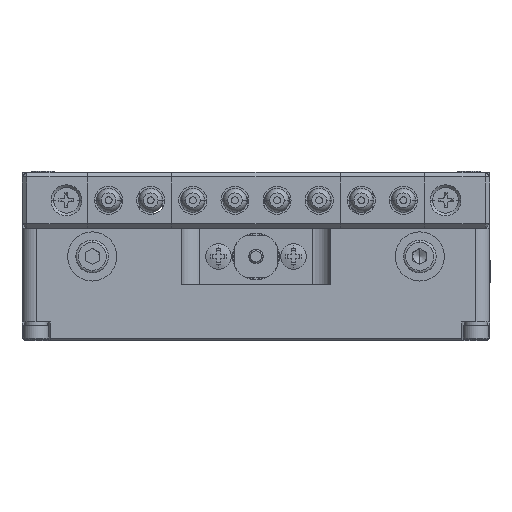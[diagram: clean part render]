
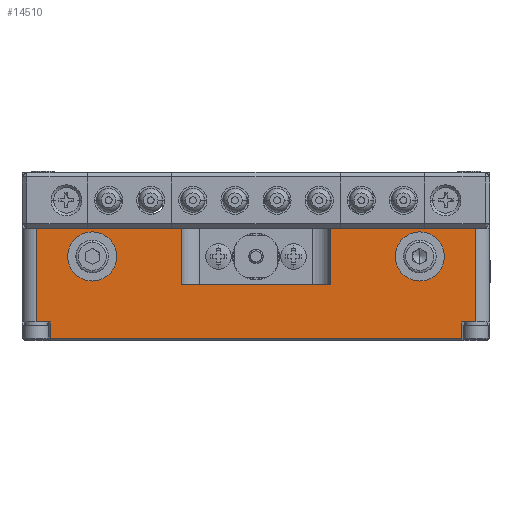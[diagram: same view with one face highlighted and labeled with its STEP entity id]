
A CAD part, front view. The second image highlights one B-rep face of the part: STEP entity #14510.
In plain terms, the highlighted planar face has unit normal (0, -1, 0).
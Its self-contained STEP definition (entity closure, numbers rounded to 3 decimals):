
#397 = CARTESIAN_POINT ( 'NONE',  ( -16., -55., 24. ) ) ;
#623 = LINE ( 'NONE', #18724, #12088 ) ;
#724 = PLANE ( 'NONE',  #9333 ) ;
#1300 = CARTESIAN_POINT ( 'NONE',  ( 44., -55., -8.846 ) ) ;
#1319 = ORIENTED_EDGE ( 'NONE', *, *, #27454, .T. ) ;
#1600 = CARTESIAN_POINT ( 'NONE',  ( 47., -55., 4. ) ) ;
#1635 = ORIENTED_EDGE ( 'NONE', *, *, #18801, .F. ) ;
#2039 = VECTOR ( 'NONE', #15091, 1000. ) ;
#2050 = CARTESIAN_POINT ( 'NONE',  ( 44., -55., 0.5 ) ) ;
#2211 = VERTEX_POINT ( 'NONE', #11074 ) ;
#2417 = CARTESIAN_POINT ( 'NONE',  ( -44., -55., 4. ) ) ;
#2596 = EDGE_LOOP ( 'NONE', ( #24601, #25647, #22576, #24403, #11693, #3032, #24500, #8875, #22868, #7242, #28136, #1319 ) ) ;
#2632 = EDGE_CURVE ( 'NONE', #13594, #25043, #21216, .T. ) ;
#2663 = CARTESIAN_POINT ( 'NONE',  ( -50., -55., 24. ) ) ;
#2889 = LINE ( 'NONE', #11885, #2039 ) ;
#2943 = CARTESIAN_POINT ( 'NONE',  ( -50., -55., 35. ) ) ;
#3032 = ORIENTED_EDGE ( 'NONE', *, *, #20953, .T. ) ;
#3068 = VERTEX_POINT ( 'NONE', #2050 ) ;
#3592 = CARTESIAN_POINT ( 'NONE',  ( 47., -55., 24. ) ) ;
#4311 = CARTESIAN_POINT ( 'NONE',  ( -50., -55., 0.5 ) ) ;
#4618 = VERTEX_POINT ( 'NONE', #1600 ) ;
#4726 = CARTESIAN_POINT ( 'NONE',  ( -44., -55., 4. ) ) ;
#4901 = DIRECTION ( 'NONE',  ( 0., 0., -1. ) ) ;
#5169 = CARTESIAN_POINT ( 'NONE',  ( 16., -55., 12. ) ) ;
#5462 = DIRECTION ( 'NONE',  ( 1., 0., 0. ) ) ;
#5624 = EDGE_CURVE ( 'NONE', #8762, #24204, #22401, .T. ) ;
#5712 = VERTEX_POINT ( 'NONE', #23315 ) ;
#6134 = DIRECTION ( 'NONE',  ( -1., 0., 0. ) ) ;
#6208 = AXIS2_PLACEMENT_3D ( 'NONE', #20633, #14058, #24892 ) ;
#6303 = VERTEX_POINT ( 'NONE', #7830 ) ;
#7216 = EDGE_CURVE ( 'NONE', #10540, #14717, #18711, .T. ) ;
#7242 = ORIENTED_EDGE ( 'NONE', *, *, #20218, .T. ) ;
#7364 = FACE_OUTER_BOUND ( 'NONE', #2596, .T. ) ;
#7830 = CARTESIAN_POINT ( 'NONE',  ( -47., -55., 4. ) ) ;
#7933 = VECTOR ( 'NONE', #14170, 1000. ) ;
#8100 = AXIS2_PLACEMENT_3D ( 'NONE', #15892, #24681, #11187 ) ;
#8762 = VERTEX_POINT ( 'NONE', #10301 ) ;
#8875 = ORIENTED_EDGE ( 'NONE', *, *, #13994, .F. ) ;
#8884 = LINE ( 'NONE', #4726, #23856 ) ;
#8965 = VERTEX_POINT ( 'NONE', #3592 ) ;
#9198 = DIRECTION ( 'NONE',  ( 0., 0., 1. ) ) ;
#9251 = ORIENTED_EDGE ( 'NONE', *, *, #2632, .F. ) ;
#9333 = AXIS2_PLACEMENT_3D ( 'NONE', #2943, #27628, #9724 ) ;
#9710 = CARTESIAN_POINT ( 'NONE',  ( -16., -55., 12. ) ) ;
#9724 = DIRECTION ( 'NONE',  ( 0., 0., 1. ) ) ;
#9822 = DIRECTION ( 'NONE',  ( 0., 0., -1. ) ) ;
#10301 = CARTESIAN_POINT ( 'NONE',  ( 35., -55., 23.25 ) ) ;
#10540 = VERTEX_POINT ( 'NONE', #12321 ) ;
#10653 = DIRECTION ( 'NONE',  ( 1., 0., 0. ) ) ;
#10797 = CARTESIAN_POINT ( 'NONE',  ( -44., -55., 0.5 ) ) ;
#11074 = CARTESIAN_POINT ( 'NONE',  ( 16., -55., 24. ) ) ;
#11187 = DIRECTION ( 'NONE',  ( 0., 0., -1. ) ) ;
#11387 = LINE ( 'NONE', #20332, #16603 ) ;
#11445 = ORIENTED_EDGE ( 'NONE', *, *, #5624, .F. ) ;
#11518 = VERTEX_POINT ( 'NONE', #16315 ) ;
#11693 = ORIENTED_EDGE ( 'NONE', *, *, #11953, .F. ) ;
#11732 = CARTESIAN_POINT ( 'NONE',  ( 35., -55., 18. ) ) ;
#11733 = DIRECTION ( 'NONE',  ( 0., -1., 0. ) ) ;
#11885 = CARTESIAN_POINT ( 'NONE',  ( -44., -55., -8.846 ) ) ;
#11953 = EDGE_CURVE ( 'NONE', #4618, #12609, #29060, .T. ) ;
#12056 = VECTOR ( 'NONE', #19244, 1000. ) ;
#12088 = VECTOR ( 'NONE', #4901, 1000. ) ;
#12321 = CARTESIAN_POINT ( 'NONE',  ( -47., -55., 24. ) ) ;
#12609 = VERTEX_POINT ( 'NONE', #25467 ) ;
#13523 = EDGE_LOOP ( 'NONE', ( #9251, #1635 ) ) ;
#13594 = VERTEX_POINT ( 'NONE', #20925 ) ;
#13691 = CARTESIAN_POINT ( 'NONE',  ( 35., -55., 12.75 ) ) ;
#13712 = DIRECTION ( 'NONE',  ( 1., 0., 0. ) ) ;
#13912 = CARTESIAN_POINT ( 'NONE',  ( -35., -55., 23.25 ) ) ;
#13994 = EDGE_CURVE ( 'NONE', #11518, #2211, #16377, .T. ) ;
#14058 = DIRECTION ( 'NONE',  ( 0., -1., 0. ) ) ;
#14170 = DIRECTION ( 'NONE',  ( 0., 0., 1. ) ) ;
#14414 = DIRECTION ( 'NONE',  ( 1., 0., 0. ) ) ;
#14510 = ADVANCED_FACE ( 'NONE', ( #16480, #19256, #7364 ), #724, .F. ) ;
#14717 = VERTEX_POINT ( 'NONE', #397 ) ;
#15091 = DIRECTION ( 'NONE',  ( 0., 0., 1. ) ) ;
#15150 = CIRCLE ( 'NONE', #6208, 5.25 ) ;
#15354 = DIRECTION ( 'NONE',  ( -1., 0., 0. ) ) ;
#15618 = DIRECTION ( 'NONE',  ( 0., -1., 0. ) ) ;
#15892 = CARTESIAN_POINT ( 'NONE',  ( -35., -55., 18. ) ) ;
#16315 = CARTESIAN_POINT ( 'NONE',  ( 16., -55., 12. ) ) ;
#16377 = LINE ( 'NONE', #5169, #7933 ) ;
#16480 = FACE_BOUND ( 'NONE', #16574, .T. ) ;
#16574 = EDGE_LOOP ( 'NONE', ( #22134, #11445 ) ) ;
#16603 = VECTOR ( 'NONE', #9198, 1000. ) ;
#17613 = VECTOR ( 'NONE', #14414, 1000. ) ;
#17834 = EDGE_CURVE ( 'NONE', #21933, #25018, #2889, .T. ) ;
#17969 = VECTOR ( 'NONE', #23877, 1000. ) ;
#18428 = EDGE_CURVE ( 'NONE', #25018, #6303, #8884, .T. ) ;
#18711 = LINE ( 'NONE', #25719, #27662 ) ;
#18724 = CARTESIAN_POINT ( 'NONE',  ( -47., -55., 35. ) ) ;
#18801 = EDGE_CURVE ( 'NONE', #25043, #13594, #23528, .T. ) ;
#19239 = LINE ( 'NONE', #9710, #17613 ) ;
#19244 = DIRECTION ( 'NONE',  ( 0., 0., 1. ) ) ;
#19256 = FACE_BOUND ( 'NONE', #13523, .T. ) ;
#19322 = EDGE_CURVE ( 'NONE', #24204, #8762, #15150, .T. ) ;
#19504 = LINE ( 'NONE', #21251, #17969 ) ;
#20218 = EDGE_CURVE ( 'NONE', #5712, #14717, #19504, .T. ) ;
#20332 = CARTESIAN_POINT ( 'NONE',  ( 47., -55., 35. ) ) ;
#20633 = CARTESIAN_POINT ( 'NONE',  ( 35., -55., 18. ) ) ;
#20665 = DIRECTION ( 'NONE',  ( 0., 0., -1. ) ) ;
#20710 = AXIS2_PLACEMENT_3D ( 'NONE', #26721, #11733, #20665 ) ;
#20789 = EDGE_CURVE ( 'NONE', #21933, #3068, #22071, .T. ) ;
#20925 = CARTESIAN_POINT ( 'NONE',  ( -35., -55., 12.75 ) ) ;
#20953 = EDGE_CURVE ( 'NONE', #4618, #8965, #11387, .T. ) ;
#21216 = CIRCLE ( 'NONE', #8100, 5.25 ) ;
#21251 = CARTESIAN_POINT ( 'NONE',  ( -16., -55., 12. ) ) ;
#21796 = VECTOR ( 'NONE', #13712, 1000. ) ;
#21933 = VERTEX_POINT ( 'NONE', #10797 ) ;
#22071 = LINE ( 'NONE', #4311, #24042 ) ;
#22134 = ORIENTED_EDGE ( 'NONE', *, *, #19322, .F. ) ;
#22401 = CIRCLE ( 'NONE', #23337, 5.25 ) ;
#22450 = EDGE_CURVE ( 'NONE', #2211, #8965, #22920, .T. ) ;
#22576 = ORIENTED_EDGE ( 'NONE', *, *, #20789, .T. ) ;
#22868 = ORIENTED_EDGE ( 'NONE', *, *, #24310, .F. ) ;
#22920 = LINE ( 'NONE', #2663, #21796 ) ;
#23315 = CARTESIAN_POINT ( 'NONE',  ( -16., -55., 12. ) ) ;
#23337 = AXIS2_PLACEMENT_3D ( 'NONE', #11732, #15618, #9822 ) ;
#23528 = CIRCLE ( 'NONE', #20710, 5.25 ) ;
#23856 = VECTOR ( 'NONE', #15354, 1000. ) ;
#23877 = DIRECTION ( 'NONE',  ( 0., 0., 1. ) ) ;
#24042 = VECTOR ( 'NONE', #10653, 1000. ) ;
#24204 = VERTEX_POINT ( 'NONE', #13691 ) ;
#24310 = EDGE_CURVE ( 'NONE', #5712, #11518, #19239, .T. ) ;
#24403 = ORIENTED_EDGE ( 'NONE', *, *, #25538, .T. ) ;
#24500 = ORIENTED_EDGE ( 'NONE', *, *, #22450, .F. ) ;
#24601 = ORIENTED_EDGE ( 'NONE', *, *, #18428, .F. ) ;
#24681 = DIRECTION ( 'NONE',  ( 0., -1., 0. ) ) ;
#24892 = DIRECTION ( 'NONE',  ( 0., 0., -1. ) ) ;
#25018 = VERTEX_POINT ( 'NONE', #2417 ) ;
#25043 = VERTEX_POINT ( 'NONE', #13912 ) ;
#25378 = LINE ( 'NONE', #1300, #12056 ) ;
#25467 = CARTESIAN_POINT ( 'NONE',  ( 44., -55., 4. ) ) ;
#25538 = EDGE_CURVE ( 'NONE', #3068, #12609, #25378, .T. ) ;
#25647 = ORIENTED_EDGE ( 'NONE', *, *, #17834, .F. ) ;
#25719 = CARTESIAN_POINT ( 'NONE',  ( -50., -55., 24. ) ) ;
#26721 = CARTESIAN_POINT ( 'NONE',  ( -35., -55., 18. ) ) ;
#26869 = CARTESIAN_POINT ( 'NONE',  ( 47., -55., 4. ) ) ;
#27454 = EDGE_CURVE ( 'NONE', #10540, #6303, #623, .T. ) ;
#27628 = DIRECTION ( 'NONE',  ( 0., 1., 0. ) ) ;
#27662 = VECTOR ( 'NONE', #5462, 1000. ) ;
#28136 = ORIENTED_EDGE ( 'NONE', *, *, #7216, .F. ) ;
#28692 = VECTOR ( 'NONE', #6134, 1000. ) ;
#29060 = LINE ( 'NONE', #26869, #28692 ) ;
